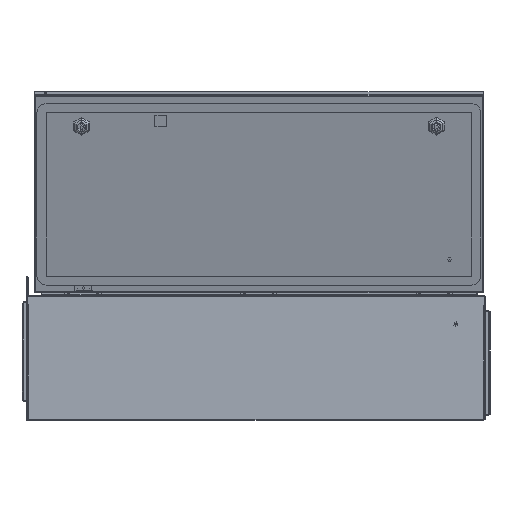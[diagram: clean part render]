
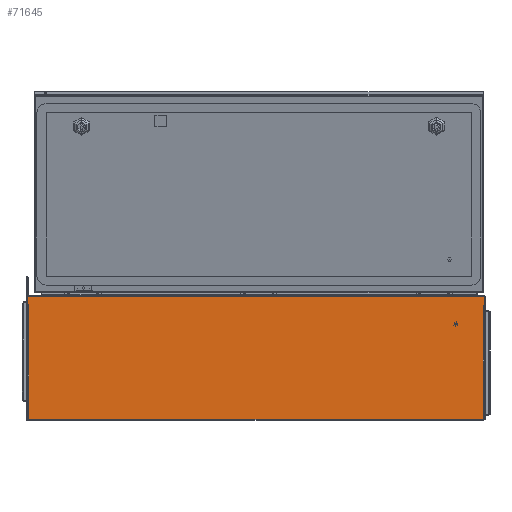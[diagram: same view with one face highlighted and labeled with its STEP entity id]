
A CAD part, left-side view. The second image highlights one B-rep face of the part: STEP entity #71645.
In plain terms, the highlighted planar face has unit normal (-1, 0, 0).
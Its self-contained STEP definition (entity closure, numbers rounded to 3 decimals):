
#858 = ORIENTED_EDGE ( 'NONE', *, *, #88825, .T. ) ;
#1918 = VECTOR ( 'NONE', #84027, 1000. ) ;
#2563 = CARTESIAN_POINT ( 'NONE',  ( -180., 399., 2. ) ) ;
#4047 = DIRECTION ( 'NONE',  ( 0., -1., 0. ) ) ;
#5698 = LINE ( 'NONE', #93797, #92468 ) ;
#5796 = DIRECTION ( 'NONE',  ( 0., 0., 1. ) ) ;
#6448 = VECTOR ( 'NONE', #79658, 1000. ) ;
#7332 = LINE ( 'NONE', #79998, #61412 ) ;
#8232 = EDGE_CURVE ( 'NONE', #78966, #32094, #50322, .T. ) ;
#10062 = EDGE_CURVE ( 'NONE', #32094, #98839, #5698, .T. ) ;
#13068 = DIRECTION ( 'NONE',  ( 0., 1., 0. ) ) ;
#17188 = CARTESIAN_POINT ( 'NONE',  ( -180., 375., 218. ) ) ;
#17931 = DIRECTION ( 'NONE',  ( 0., -1., 0. ) ) ;
#24707 = CARTESIAN_POINT ( 'NONE',  ( -180., -399., 200. ) ) ;
#24943 = ORIENTED_EDGE ( 'NONE', *, *, #8232, .F. ) ;
#27341 = ORIENTED_EDGE ( 'NONE', *, *, #71276, .F. ) ;
#27933 = VERTEX_POINT ( 'NONE', #116103 ) ;
#28968 = CARTESIAN_POINT ( 'NONE',  ( -180., -397., 2. ) ) ;
#32094 = VERTEX_POINT ( 'NONE', #52570 ) ;
#37862 = DIRECTION ( 'NONE',  ( 0., 0., -1. ) ) ;
#38340 = VERTEX_POINT ( 'NONE', #24707 ) ;
#38935 = EDGE_CURVE ( 'NONE', #99793, #40742, #51957, .T. ) ;
#39418 = DIRECTION ( 'NONE',  ( 0., 0., 1. ) ) ;
#39480 = CARTESIAN_POINT ( 'NONE',  ( -180., -399., 218. ) ) ;
#40742 = VERTEX_POINT ( 'NONE', #41785 ) ;
#41785 = CARTESIAN_POINT ( 'NONE',  ( -180., 375., 216. ) ) ;
#43588 = CARTESIAN_POINT ( 'NONE',  ( -180., 399., 218. ) ) ;
#47919 = ORIENTED_EDGE ( 'NONE', *, *, #60557, .F. ) ;
#49919 = EDGE_CURVE ( 'NONE', #38340, #50325, #7332, .T. ) ;
#50322 = LINE ( 'NONE', #2563, #1918 ) ;
#50325 = VERTEX_POINT ( 'NONE', #106394 ) ;
#51714 = ORIENTED_EDGE ( 'NONE', *, *, #114510, .F. ) ;
#51957 = LINE ( 'NONE', #77818, #54812 ) ;
#52570 = CARTESIAN_POINT ( 'NONE',  ( -180., 397., 2. ) ) ;
#54806 = VECTOR ( 'NONE', #17931, 1000. ) ;
#54812 = VECTOR ( 'NONE', #13068, 1000. ) ;
#57024 = DIRECTION ( 'NONE',  ( 1., 0., 0. ) ) ;
#59630 = VECTOR ( 'NONE', #37862, 1000. ) ;
#60557 = EDGE_CURVE ( 'NONE', #60897, #83714, #105870, .T. ) ;
#60566 = DIRECTION ( 'NONE',  ( 0., 1., 0. ) ) ;
#60619 = CARTESIAN_POINT ( 'NONE',  ( -180., -399., 1. ) ) ;
#60630 = ORIENTED_EDGE ( 'NONE', *, *, #84712, .F. ) ;
#60897 = VERTEX_POINT ( 'NONE', #70753 ) ;
#61412 = VECTOR ( 'NONE', #60566, 1000. ) ;
#62112 = CARTESIAN_POINT ( 'NONE',  ( -180., 399., 202. ) ) ;
#62641 = DIRECTION ( 'NONE',  ( 0., 0., 1. ) ) ;
#65046 = VECTOR ( 'NONE', #62641, 1000. ) ;
#67575 = LINE ( 'NONE', #60619, #6448 ) ;
#67994 = ORIENTED_EDGE ( 'NONE', *, *, #10062, .F. ) ;
#68833 = ORIENTED_EDGE ( 'NONE', *, *, #38935, .T. ) ;
#69397 = ORIENTED_EDGE ( 'NONE', *, *, #116295, .T. ) ;
#70753 = CARTESIAN_POINT ( 'NONE',  ( -180., 399., 218. ) ) ;
#71276 = EDGE_CURVE ( 'NONE', #27933, #60897, #73545, .T. ) ;
#71645 = ADVANCED_FACE ( 'NONE', ( #107634 ), #83211, .F. ) ;
#73229 = LINE ( 'NONE', #62112, #54806 ) ;
#73545 = LINE ( 'NONE', #43588, #65046 ) ;
#74085 = DIRECTION ( 'NONE',  ( 0., 0., 1. ) ) ;
#77083 = EDGE_LOOP ( 'NONE', ( #858, #101352, #51714, #68833, #60630, #47919, #27341, #69397, #67994, #24943 ) ) ;
#77095 = CARTESIAN_POINT ( 'NONE',  ( -180., -399., 216. ) ) ;
#77818 = CARTESIAN_POINT ( 'NONE',  ( -180., -399., 216. ) ) ;
#78966 = VERTEX_POINT ( 'NONE', #28968 ) ;
#79658 = DIRECTION ( 'NONE',  ( 0., 0., -1. ) ) ;
#79998 = CARTESIAN_POINT ( 'NONE',  ( -180., -399., 200. ) ) ;
#83211 = PLANE ( 'NONE',  #89123 ) ;
#83612 = CARTESIAN_POINT ( 'NONE',  ( -180., -399., 218. ) ) ;
#83714 = VERTEX_POINT ( 'NONE', #93325 ) ;
#84027 = DIRECTION ( 'NONE',  ( 0., 1., 0. ) ) ;
#84712 = EDGE_CURVE ( 'NONE', #83714, #40742, #86597, .T. ) ;
#86597 = LINE ( 'NONE', #17188, #59630 ) ;
#88825 = EDGE_CURVE ( 'NONE', #78966, #50325, #95804, .T. ) ;
#89123 = AXIS2_PLACEMENT_3D ( 'NONE', #83612, #57024, #74085 ) ;
#92468 = VECTOR ( 'NONE', #39418, 1000. ) ;
#93299 = CARTESIAN_POINT ( 'NONE',  ( -180., 397., 202. ) ) ;
#93325 = CARTESIAN_POINT ( 'NONE',  ( -180., 375., 218. ) ) ;
#93797 = CARTESIAN_POINT ( 'NONE',  ( -180., 397., 2. ) ) ;
#94369 = VECTOR ( 'NONE', #4047, 1000. ) ;
#95804 = LINE ( 'NONE', #96453, #108629 ) ;
#96453 = CARTESIAN_POINT ( 'NONE',  ( -180., -397., 2. ) ) ;
#98839 = VERTEX_POINT ( 'NONE', #93299 ) ;
#99793 = VERTEX_POINT ( 'NONE', #77095 ) ;
#101352 = ORIENTED_EDGE ( 'NONE', *, *, #49919, .F. ) ;
#105870 = LINE ( 'NONE', #39480, #94369 ) ;
#106394 = CARTESIAN_POINT ( 'NONE',  ( -180., -397., 200. ) ) ;
#107634 = FACE_OUTER_BOUND ( 'NONE', #77083, .T. ) ;
#108629 = VECTOR ( 'NONE', #5796, 1000. ) ;
#114510 = EDGE_CURVE ( 'NONE', #99793, #38340, #67575, .T. ) ;
#116103 = CARTESIAN_POINT ( 'NONE',  ( -180., 399., 202. ) ) ;
#116295 = EDGE_CURVE ( 'NONE', #27933, #98839, #73229, .T. ) ;
